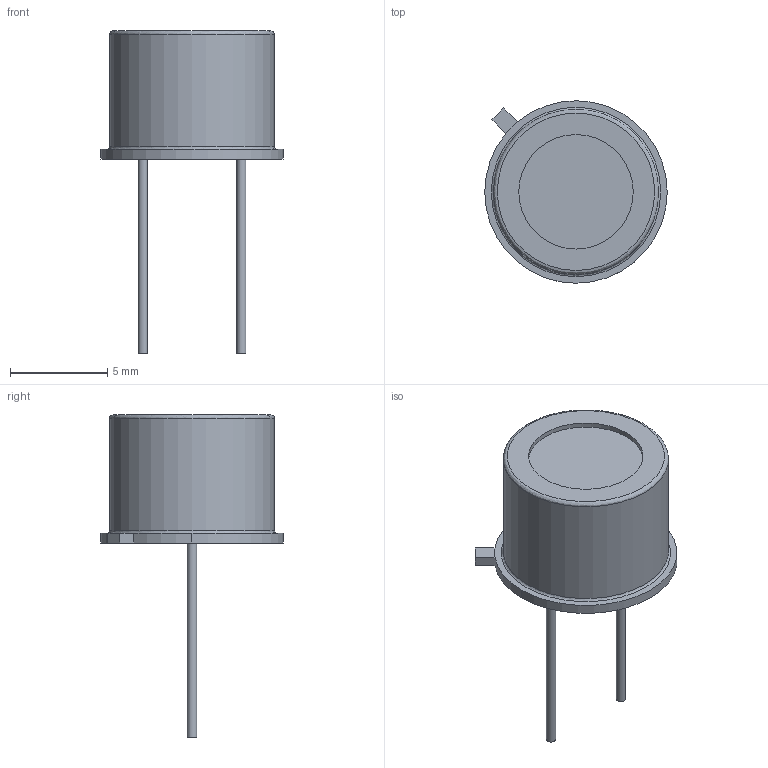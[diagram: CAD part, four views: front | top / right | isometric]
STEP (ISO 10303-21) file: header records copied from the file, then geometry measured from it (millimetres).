
FILE_DESCRIPTION(('FreeCAD Model'),'2;1');
FILE_NAME('TO-5-2_Window.step','2017-11-26T14:45:48',('kicad StepUp'),('ksu MCAD'), 'Open CASCADE STEP processor 6.8','FreeCAD','Unknown');
FILE_SCHEMA(('AUTOMOTIVE_DESIGN_CC2 { 1 2 10303 214 -1 1 5 4 }'));
Length unit declared in the file: millimetre
Products named in the file (1): TO-5-2_Window
Bounding box: 9.4 x 9.4 x 16.6 mm (x, y, z)
Volume: 231.7 mm3; surface area: 504.2 mm2
Topology: 1 solids, 2 shells, 23 faces, 40 edges, 24 vertices
Faces by surface type: plane 13, cylinder 7, revolution 2, cone 1
Full cylindrical faces by diameter (mm): 0.48 x2, 5.9 x2, 8.5 x1
Entity records: 731 total; most frequent: DIRECTION 110, CARTESIAN_POINT 90, ORIENTED_EDGE 80, AXIS2_PLACEMENT_3D 44, EDGE_CURVE 40, FACE_BOUND 26, EDGE_LOOP 26, VERTEX_POINT 24
